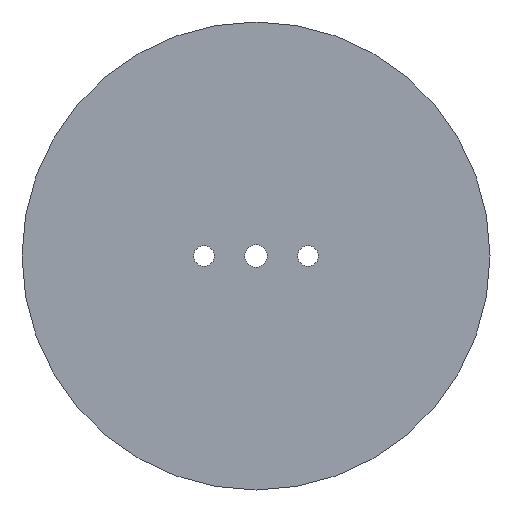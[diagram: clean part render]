
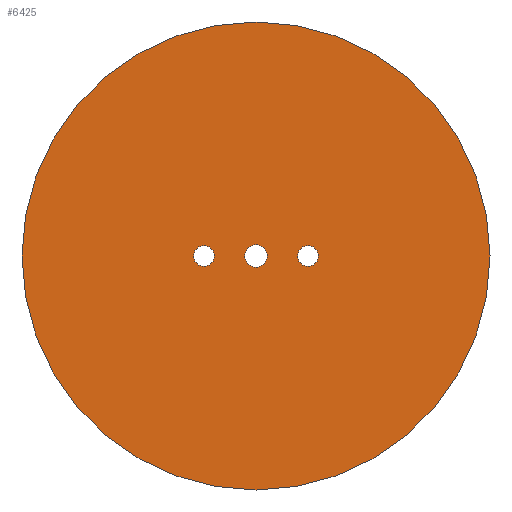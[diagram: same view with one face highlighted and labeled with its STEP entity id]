
A CAD part, front view. The second image highlights one B-rep face of the part: STEP entity #6425.
In plain terms, the highlighted planar face has unit normal (0, -1, 0).
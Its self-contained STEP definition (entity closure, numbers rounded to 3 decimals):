
#5038 = VERTEX_POINT('',#5039);
#5039 = CARTESIAN_POINT('',(-36.,28.,0.));
#5047 = EDGE_CURVE('',#5038,#5038,#5048,.T.);
#5048 = CIRCLE('',#5049,36.);
#5049 = AXIS2_PLACEMENT_3D('',#5050,#5051,#5052);
#5050 = CARTESIAN_POINT('',(0.,28.,0.));
#5051 = DIRECTION('',(0.,1.,0.));
#5052 = DIRECTION('',(-1.,0.,0.));
#5063 = VERTEX_POINT('',#5064);
#5064 = CARTESIAN_POINT('',(-1.75,28.,0.));
#5072 = EDGE_CURVE('',#5063,#5063,#5073,.T.);
#5073 = CIRCLE('',#5074,1.75);
#5074 = AXIS2_PLACEMENT_3D('',#5075,#5076,#5077);
#5075 = CARTESIAN_POINT('',(0.,28.,0.));
#5076 = DIRECTION('',(0.,1.,0.));
#5077 = DIRECTION('',(-1.,0.,0.));
#5088 = VERTEX_POINT('',#5089);
#5089 = CARTESIAN_POINT('',(6.4,28.,0.));
#5097 = EDGE_CURVE('',#5088,#5088,#5098,.T.);
#5098 = CIRCLE('',#5099,1.6);
#5099 = AXIS2_PLACEMENT_3D('',#5100,#5101,#5102);
#5100 = CARTESIAN_POINT('',(8.,28.,0.));
#5101 = DIRECTION('',(0.,1.,0.));
#5102 = DIRECTION('',(-1.,0.,0.));
#5113 = VERTEX_POINT('',#5114);
#5114 = CARTESIAN_POINT('',(-9.6,28.,0.));
#5122 = EDGE_CURVE('',#5113,#5113,#5123,.T.);
#5123 = CIRCLE('',#5124,1.6);
#5124 = AXIS2_PLACEMENT_3D('',#5125,#5126,#5127);
#5125 = CARTESIAN_POINT('',(-8.,28.,0.));
#5126 = DIRECTION('',(0.,1.,0.));
#5127 = DIRECTION('',(-1.,0.,0.));
#6425 = ADVANCED_FACE('',(#6426,#6429,#6432,#6435),#6438,.T.);
#6426 = FACE_BOUND('',#6427,.F.);
#6427 = EDGE_LOOP('',(#6428));
#6428 = ORIENTED_EDGE('',*,*,#5047,.T.);
#6429 = FACE_BOUND('',#6430,.T.);
#6430 = EDGE_LOOP('',(#6431));
#6431 = ORIENTED_EDGE('',*,*,#5072,.T.);
#6432 = FACE_BOUND('',#6433,.T.);
#6433 = EDGE_LOOP('',(#6434));
#6434 = ORIENTED_EDGE('',*,*,#5122,.T.);
#6435 = FACE_BOUND('',#6436,.T.);
#6436 = EDGE_LOOP('',(#6437));
#6437 = ORIENTED_EDGE('',*,*,#5097,.T.);
#6438 = PLANE('',#6439);
#6439 = AXIS2_PLACEMENT_3D('',#6440,#6441,#6442);
#6440 = CARTESIAN_POINT('',(-36.,28.,0.));
#6441 = DIRECTION('',(0.,-1.,0.));
#6442 = DIRECTION('',(0.,0.,-1.));
